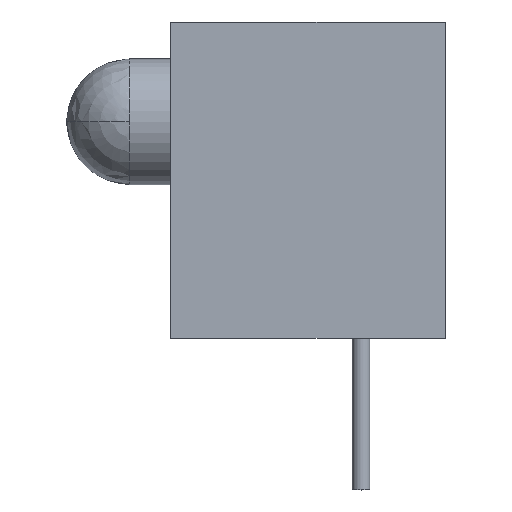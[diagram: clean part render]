
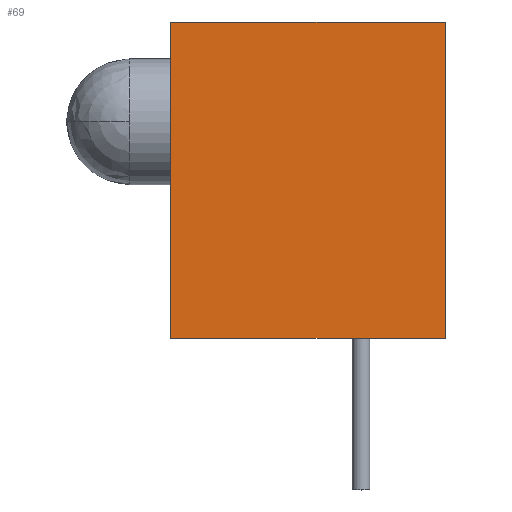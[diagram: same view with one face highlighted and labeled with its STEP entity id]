
A CAD part, top view. The second image highlights one B-rep face of the part: STEP entity #69.
In plain terms, the highlighted planar face has unit normal (0, 0, 1).
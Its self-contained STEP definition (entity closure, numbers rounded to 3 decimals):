
#69=ADVANCED_FACE('',(#138),#139,.T.);
#138=FACE_OUTER_BOUND('',#206,.T.);
#139=PLANE('',#207);
#206=EDGE_LOOP('',(#328,#329,#330,#331));
#207=AXIS2_PLACEMENT_3D('',#332,#333,#334);
#328=ORIENTED_EDGE('',*,*,#422,.T.);
#329=ORIENTED_EDGE('',*,*,#423,.T.);
#330=ORIENTED_EDGE('',*,*,#424,.T.);
#331=ORIENTED_EDGE('',*,*,#425,.T.);
#332=CARTESIAN_POINT('',(3.175,-1.35,2.3));
#333=DIRECTION('',(0.0,0.0,1.0));
#334=DIRECTION('',(1.0,0.0,0.0));
#422=EDGE_CURVE('',#498,#499,#500,.T.);
#423=EDGE_CURVE('',#499,#501,#502,.T.);
#424=EDGE_CURVE('',#501,#503,#504,.T.);
#425=EDGE_CURVE('',#503,#498,#505,.T.);
#498=VERTEX_POINT('',#590);
#499=VERTEX_POINT('',#591);
#500=LINE('',#592,#593);
#501=VERTEX_POINT('',#594);
#502=LINE('',#595,#596);
#503=VERTEX_POINT('',#597);
#504=LINE('',#598,#599);
#505=LINE('',#600,#601);
#590=CARTESIAN_POINT('',(6.35,-5.0,2.3));
#591=CARTESIAN_POINT('',(6.35,2.3,2.3));
#592=CARTESIAN_POINT('',(6.35,-1.35,2.3));
#593=VECTOR('',#692,1.0);
#594=CARTESIAN_POINT('',(0.0,2.3,2.3));
#595=CARTESIAN_POINT('',(3.175,2.3,2.3));
#596=VECTOR('',#693,1.0);
#597=CARTESIAN_POINT('',(0.0,-5.0,2.3));
#598=CARTESIAN_POINT('',(0.0,-1.35,2.3));
#599=VECTOR('',#694,1.0);
#600=CARTESIAN_POINT('',(3.175,-5.0,2.3));
#601=VECTOR('',#695,1.0);
#692=DIRECTION('',(0.0,1.0,0.0));
#693=DIRECTION('',(-1.0,0.0,0.0));
#694=DIRECTION('',(0.0,-1.0,0.0));
#695=DIRECTION('',(1.0,0.0,0.0));
